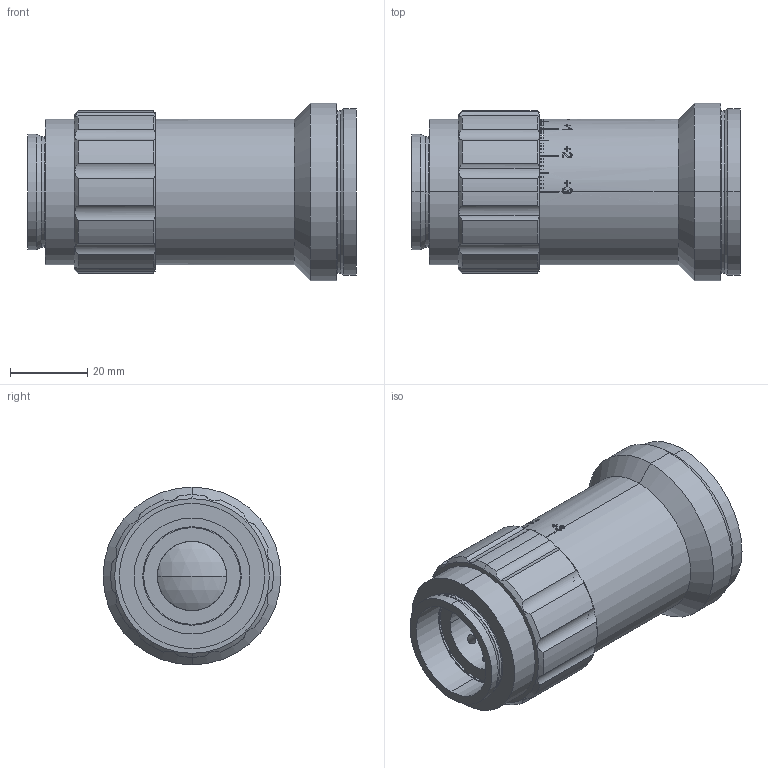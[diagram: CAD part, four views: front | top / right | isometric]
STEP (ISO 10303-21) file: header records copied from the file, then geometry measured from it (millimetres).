
FILE_DESCRIPTION (( 'STEP AP203' ), '1' );
FILE_NAME ('S6EXP0008_328_01.STEP', '2015-06-26T08:20:03', ( '' ), ( '' ), 'SwSTEP 2.0', 'SolidWorks 2014', '' );
FILE_SCHEMA (( 'CONFIG_CONTROL_DESIGN' ));
Length unit declared in the file: millimetre
Products named in the file (1): S6EXP0008_328_01
Bounding box: 85 x 46 x 46 mm (x, y, z)
Surface area: 20759.2 mm2 (no closed solid volume)
Topology: 0 solids, 25 shells, 353 faces, 1414 edges, 1041 vertices
Faces by surface type: plane 191, cylinder 88, bspline 41, cone 23, torus 8, sphere 2
Entity records: 22114 total; most frequent: CARTESIAN_POINT 11116, DIRECTION 2075, ORIENTED_EDGE 2049, EDGE_CURVE 1414, VERTEX_POINT 1041, VECTOR 741, LINE 741, AXIS2_PLACEMENT_3D 667
